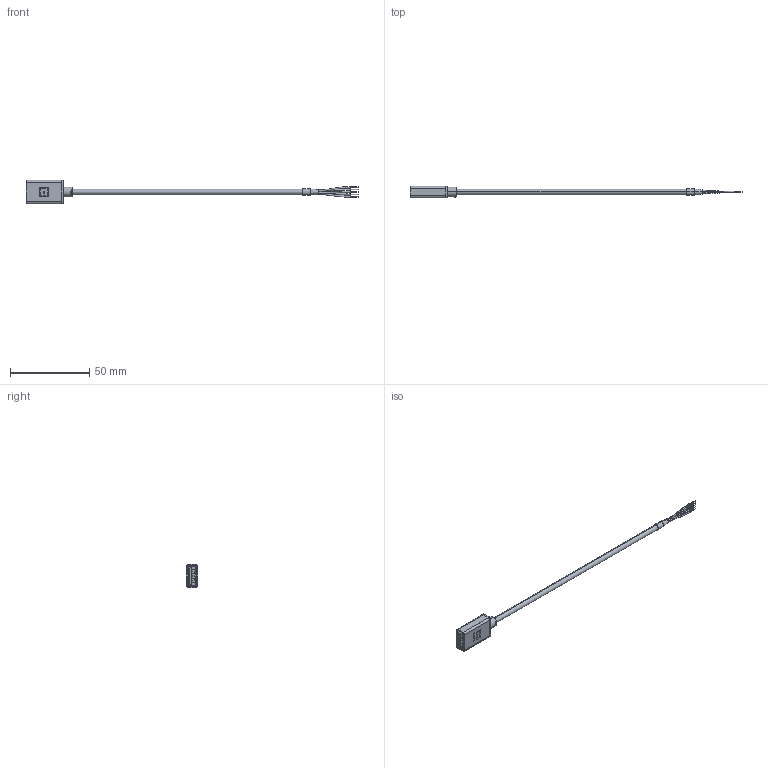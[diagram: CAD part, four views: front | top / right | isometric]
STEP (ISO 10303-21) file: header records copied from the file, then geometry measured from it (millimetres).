
FILE_DESCRIPTION (( 'STEP AP203' ), '1' );
FILE_NAME ('10-02354_revA.STEP', '2018-01-19T22:28:59', ( '' ), ( '' ), 'SwSTEP 2.0', 'SolidWorks 2015', '' );
FILE_SCHEMA (( 'CONFIG_CONTROL_DESIGN' ));
Length unit declared in the file: millimetre
Products named in the file (9): 50-00577 shell; 10-02354_revA; 50-00577 pin; 50-00577 insulator; 30-00099_stripped and tinned; 24-00217; 55-00074; 50-00577 insulator 2; 50-00577
Assembly tree (11 placements, depth 3):
  10-02354_revA
    30-00099_stripped and tinned
    24-00217
    55-00074
    50-00577
      50-00577 insulator
      50-00577 pin  x4
      50-00577 shell
      50-00577 insulator 2
Bounding box: 209.5 x 7.2 x 14.7 mm (x, y, z)
Volume: 3324.2 mm3; surface area: 15576.3 mm2
Topology: 97 solids, 97 shells, 1194 faces, 2939 edges, 1944 vertices
Faces by surface type: plane 734, cylinder 406, bspline 50, cone 2, torus 2
Entity records: 33382 total; most frequent: CARTESIAN_POINT 8062, DIRECTION 4989, ORIENTED_EDGE 4984, EDGE_CURVE 2492, AXIS2_PLACEMENT_3D 1712, VERTEX_POINT 1653, VECTOR 1565, LINE 1565
